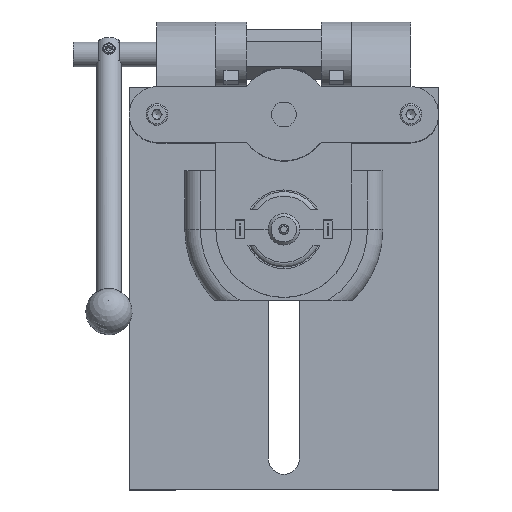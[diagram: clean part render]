
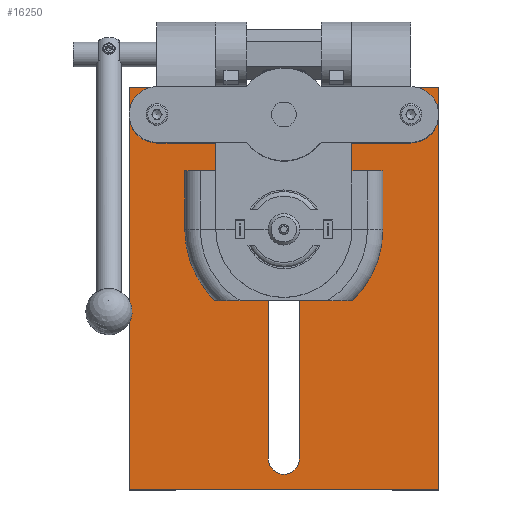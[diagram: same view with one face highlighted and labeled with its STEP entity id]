
A CAD part, top view. The second image highlights one B-rep face of the part: STEP entity #16250.
In plain terms, the highlighted planar face has unit normal (0, 0, 1).
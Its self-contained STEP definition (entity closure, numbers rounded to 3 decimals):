
#309=PLANE('',#17167);
#1108=CIRCLE('',#17168,8.);
#1109=CIRCLE('',#17169,8.);
#1110=CIRCLE('',#17170,4.);
#1111=CIRCLE('',#17171,5.);
#1112=CIRCLE('',#17172,5.);
#1604=ORIENTED_EDGE('',*,*,#5150,.T.);
#1605=ORIENTED_EDGE('',*,*,#5151,.T.);
#1606=ORIENTED_EDGE('',*,*,#5152,.T.);
#1607=ORIENTED_EDGE('',*,*,#5153,.F.);
#1608=ORIENTED_EDGE('',*,*,#5154,.F.);
#1609=ORIENTED_EDGE('',*,*,#5155,.F.);
#1610=ORIENTED_EDGE('',*,*,#5156,.F.);
#1611=ORIENTED_EDGE('',*,*,#5157,.T.);
#1612=ORIENTED_EDGE('',*,*,#5158,.F.);
#1613=ORIENTED_EDGE('',*,*,#5159,.T.);
#1614=ORIENTED_EDGE('',*,*,#5160,.T.);
#5150=EDGE_CURVE('',#6923,#6923,#1108,.T.);
#5151=EDGE_CURVE('',#6924,#6924,#1109,.T.);
#5152=EDGE_CURVE('',#6925,#6925,#1110,.T.);
#5153=EDGE_CURVE('',#6926,#6927,#8171,.T.);
#5154=EDGE_CURVE('',#6928,#6926,#8172,.T.);
#5155=EDGE_CURVE('',#6929,#6928,#8173,.T.);
#5156=EDGE_CURVE('',#6927,#6929,#8174,.T.);
#5157=EDGE_CURVE('',#6930,#6931,#1111,.T.);
#5158=EDGE_CURVE('',#6932,#6931,#8175,.T.);
#5159=EDGE_CURVE('',#6932,#6933,#1112,.T.);
#5160=EDGE_CURVE('',#6933,#6930,#8176,.T.);
#6923=VERTEX_POINT('',#22168);
#6924=VERTEX_POINT('',#22170);
#6925=VERTEX_POINT('',#22172);
#6926=VERTEX_POINT('',#22174);
#6927=VERTEX_POINT('',#22175);
#6928=VERTEX_POINT('',#22177);
#6929=VERTEX_POINT('',#22179);
#6930=VERTEX_POINT('',#22182);
#6931=VERTEX_POINT('',#22183);
#6932=VERTEX_POINT('',#22185);
#6933=VERTEX_POINT('',#22187);
#8171=LINE('',#22173,#9177);
#8172=LINE('',#22176,#9178);
#8173=LINE('',#22178,#9179);
#8174=LINE('',#22180,#9180);
#8175=LINE('',#22184,#9181);
#8176=LINE('',#22188,#9182);
#9177=VECTOR('',#18508,1000.);
#9178=VECTOR('',#18509,1000.);
#9179=VECTOR('',#18510,1000.);
#9180=VECTOR('',#18511,1000.);
#9181=VECTOR('',#18514,1000.);
#9182=VECTOR('',#18517,1000.);
#10181=EDGE_LOOP('',(#1604));
#10182=EDGE_LOOP('',(#1605));
#10183=EDGE_LOOP('',(#1606));
#10184=EDGE_LOOP('',(#1607,#1608,#1609,#1610));
#10185=EDGE_LOOP('',(#1611,#1612,#1613,#1614));
#11299=FACE_BOUND('',#10181,.T.);
#11300=FACE_BOUND('',#10182,.T.);
#11301=FACE_BOUND('',#10183,.T.);
#11302=FACE_BOUND('',#10184,.T.);
#11303=FACE_BOUND('',#10185,.T.);
#16250=ADVANCED_FACE('',(#11299,#11300,#11301,#11302,#11303),#309,.F.);
#17167=AXIS2_PLACEMENT_3D('',#22166,#18500,#18501);
#17168=AXIS2_PLACEMENT_3D('',#22167,#18502,#18503);
#17169=AXIS2_PLACEMENT_3D('',#22169,#18504,#18505);
#17170=AXIS2_PLACEMENT_3D('',#22171,#18506,#18507);
#17171=AXIS2_PLACEMENT_3D('',#22181,#18512,#18513);
#17172=AXIS2_PLACEMENT_3D('',#22186,#18515,#18516);
#18500=DIRECTION('',(0.,0.,-1.));
#18501=DIRECTION('',(-1.,0.,0.));
#18502=DIRECTION('',(0.,0.,-1.));
#18503=DIRECTION('',(-1.,0.,0.));
#18504=DIRECTION('',(0.,0.,-1.));
#18505=DIRECTION('',(-1.,0.,0.));
#18506=DIRECTION('',(0.,0.,-1.));
#18507=DIRECTION('',(0.,-1.,0.));
#18508=DIRECTION('',(0.,1.,0.));
#18509=DIRECTION('',(-1.,0.,0.));
#18510=DIRECTION('',(0.,-1.,0.));
#18511=DIRECTION('',(1.,0.,0.));
#18512=DIRECTION('',(0.,0.,-1.));
#18513=DIRECTION('',(1.,0.,0.));
#18514=DIRECTION('',(0.,-1.,0.));
#18515=DIRECTION('',(0.,0.,-1.));
#18516=DIRECTION('',(-1.,0.,0.));
#18517=DIRECTION('',(0.,-1.,0.));
#22166=CARTESIAN_POINT('',(0.,0.,20.));
#22167=CARTESIAN_POINT('',(-41.,56.,20.));
#22168=CARTESIAN_POINT('',(-49.,56.,20.));
#22169=CARTESIAN_POINT('',(41.,56.,20.));
#22170=CARTESIAN_POINT('',(33.,56.,20.));
#22171=CARTESIAN_POINT('',(0.,56.,20.));
#22172=CARTESIAN_POINT('',(0.,52.,20.));
#22173=CARTESIAN_POINT('',(-50.,-65.,20.));
#22174=CARTESIAN_POINT('',(-50.,-65.,20.));
#22175=CARTESIAN_POINT('',(-50.,65.,20.));
#22176=CARTESIAN_POINT('',(50.,-65.,20.));
#22177=CARTESIAN_POINT('',(50.,-65.,20.));
#22178=CARTESIAN_POINT('',(50.,65.,20.));
#22179=CARTESIAN_POINT('',(50.,65.,20.));
#22180=CARTESIAN_POINT('',(-50.,65.,20.));
#22181=CARTESIAN_POINT('',(0.,-55.,20.));
#22182=CARTESIAN_POINT('',(5.,-55.,20.));
#22183=CARTESIAN_POINT('',(-5.,-55.,20.));
#22184=CARTESIAN_POINT('',(-5.,27.5,20.));
#22185=CARTESIAN_POINT('',(-5.,27.5,20.));
#22186=CARTESIAN_POINT('',(0.,27.5,20.));
#22187=CARTESIAN_POINT('',(5.,27.5,20.));
#22188=CARTESIAN_POINT('',(5.,27.5,20.));
